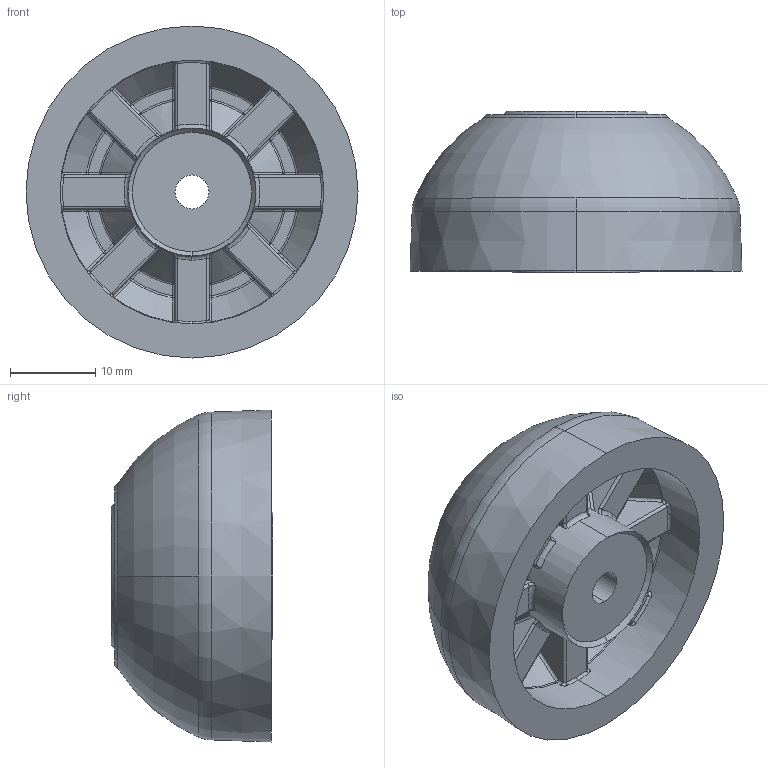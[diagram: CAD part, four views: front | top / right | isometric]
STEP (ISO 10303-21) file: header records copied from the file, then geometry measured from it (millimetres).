
FILE_DESCRIPTION (( 'STEP AP203' ), '1' );
FILE_NAME ('403538675_c_1.STEP', '2023-02-26T21:55:46', ( '' ), ( '' ), 'SwSTEP 2.0', 'SolidWorks 2014', '' );
FILE_SCHEMA (( 'CONFIG_CONTROL_DESIGN' ));
Length unit declared in the file: millimetre
Products named in the file (1): 403538675_c_1
Bounding box: 39 x 19 x 39 mm (x, y, z)
Volume: 12095.2 mm3; surface area: 6577.8 mm2
Topology: 2 solids, 2 shells, 327 faces, 787 edges, 459 vertices
Faces by surface type: bspline 76, cylinder 66, torus 60, sphere 57, plane 38, cone 30
Entity records: 11686 total; most frequent: CARTESIAN_POINT 4698, ORIENTED_EDGE 1534, DIRECTION 1392, EDGE_CURVE 767, AXIS2_PLACEMENT_3D 624, VERTEX_POINT 447, CIRCLE 372, EDGE_LOOP 334
